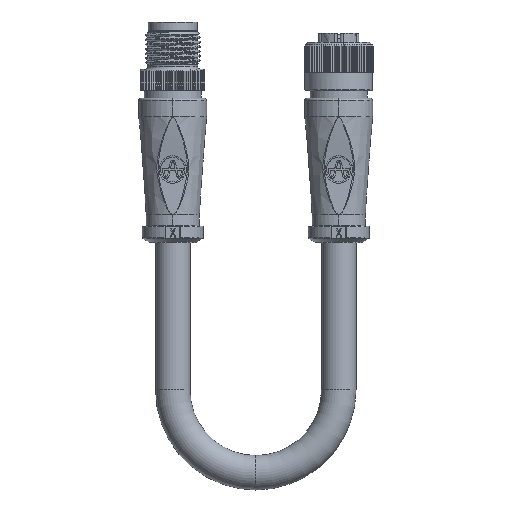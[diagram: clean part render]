
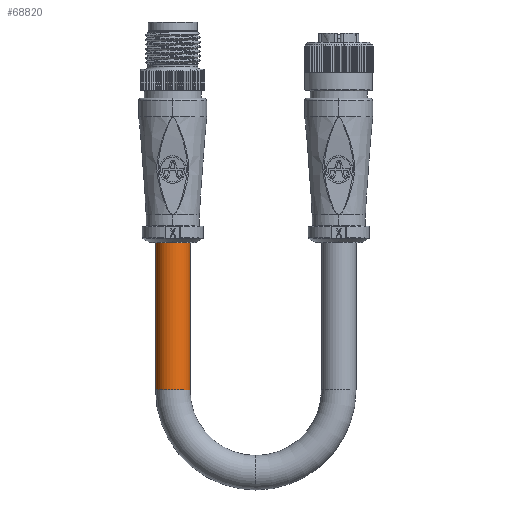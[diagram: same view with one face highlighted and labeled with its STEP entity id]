
A CAD part, front view. The second image highlights one B-rep face of the part: STEP entity #68820.
In plain terms, the highlighted cylindrical face has radius 3.75 mm (diameter 7.5 mm), a partial arc.
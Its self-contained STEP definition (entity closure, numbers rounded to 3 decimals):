
#934 = DIRECTION ( 'NONE',  ( 0., 0., -1. ) ) ;
#3001 = EDGE_CURVE ( 'NONE', #26145, #51294, #58105, .T. ) ;
#4379 = AXIS2_PLACEMENT_3D ( 'NONE', #63707, #69649, #22280 ) ;
#4735 = ORIENTED_EDGE ( 'NONE', *, *, #44489, .T. ) ;
#8809 = VECTOR ( 'NONE', #47459, 1000. ) ;
#12159 = ORIENTED_EDGE ( 'NONE', *, *, #3001, .F. ) ;
#12511 = AXIS2_PLACEMENT_3D ( 'NONE', #29707, #58631, #23473 ) ;
#16412 = AXIS2_PLACEMENT_3D ( 'NONE', #59984, #934, #36272 ) ;
#20460 = ORIENTED_EDGE ( 'NONE', *, *, #45958, .F. ) ;
#20827 = VERTEX_POINT ( 'NONE', #35904 ) ;
#21472 = CARTESIAN_POINT ( 'NONE',  ( -21.803, 0., -48. ) ) ;
#22280 = DIRECTION ( 'NONE',  ( -1., 0., 0. ) ) ;
#23473 = DIRECTION ( 'NONE',  ( 0., 1., 0. ) ) ;
#23847 = EDGE_CURVE ( 'NONE', #26145, #59901, #52682, .T. ) ;
#24428 = CIRCLE ( 'NONE', #16412, 3.75 ) ;
#25329 = CARTESIAN_POINT ( 'NONE',  ( -21.803, 0., -37.393 ) ) ;
#26145 = VERTEX_POINT ( 'NONE', #60171 ) ;
#28625 = LINE ( 'NONE', #25329, #35166 ) ;
#29707 = CARTESIAN_POINT ( 'NONE',  ( -18.053, 0., -48. ) ) ;
#34665 = CARTESIAN_POINT ( 'NONE',  ( -14.303, 0., -37.393 ) ) ;
#35166 = VECTOR ( 'NONE', #36281, 1000. ) ;
#35904 = CARTESIAN_POINT ( 'NONE',  ( -21.803, 0., -80. ) ) ;
#36272 = DIRECTION ( 'NONE',  ( -1., 0., 0. ) ) ;
#36281 = DIRECTION ( 'NONE',  ( 0., 0., -1. ) ) ;
#40379 = CARTESIAN_POINT ( 'NONE',  ( -14.303, 0., -80. ) ) ;
#44489 = EDGE_CURVE ( 'NONE', #59901, #20827, #28625, .T. ) ;
#45958 = EDGE_CURVE ( 'NONE', #51294, #20827, #24428, .T. ) ;
#47459 = DIRECTION ( 'NONE',  ( 0., 0., -1. ) ) ;
#51294 = VERTEX_POINT ( 'NONE', #40379 ) ;
#52682 = CIRCLE ( 'NONE', #12511, 3.75 ) ;
#56435 = FACE_OUTER_BOUND ( 'NONE', #61155, .T. ) ;
#58105 = LINE ( 'NONE', #34665, #8809 ) ;
#58631 = DIRECTION ( 'NONE',  ( 0., 0., -1. ) ) ;
#59901 = VERTEX_POINT ( 'NONE', #21472 ) ;
#59984 = CARTESIAN_POINT ( 'NONE',  ( -18.053, 0., -80. ) ) ;
#60171 = CARTESIAN_POINT ( 'NONE',  ( -14.303, 0., -48. ) ) ;
#61155 = EDGE_LOOP ( 'NONE', ( #12159, #72795, #4735, #20460 ) ) ;
#63707 = CARTESIAN_POINT ( 'NONE',  ( -18.053, 0., -37.393 ) ) ;
#64756 = CYLINDRICAL_SURFACE ( 'NONE', #4379, 3.75 ) ;
#68820 = ADVANCED_FACE ( 'NONE', ( #56435 ), #64756, .T. ) ;
#69649 = DIRECTION ( 'NONE',  ( 0., 0., -1. ) ) ;
#72795 = ORIENTED_EDGE ( 'NONE', *, *, #23847, .T. ) ;
